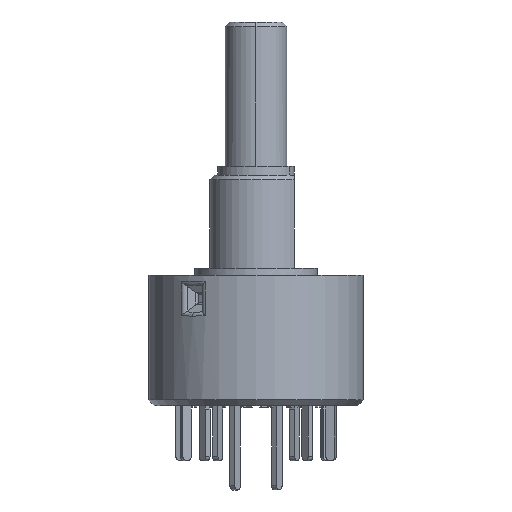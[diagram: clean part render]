
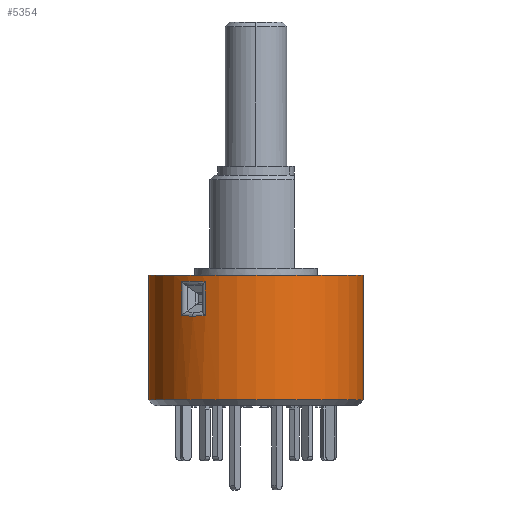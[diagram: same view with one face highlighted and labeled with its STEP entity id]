
A CAD part, left-side view. The second image highlights one B-rep face of the part: STEP entity #5354.
In plain terms, the highlighted cylindrical face has radius 7 mm (diameter 14 mm), a partial arc.
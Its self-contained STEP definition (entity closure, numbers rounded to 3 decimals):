
#211 = VERTEX_POINT ( 'NONE', #8159 ) ;
#260 = ORIENTED_EDGE ( 'NONE', *, *, #10071, .T. ) ;
#286 = CARTESIAN_POINT ( 'NONE',  ( -5.061, 4.836, -3.094 ) ) ;
#332 = CARTESIAN_POINT ( 'NONE',  ( -5.495, 4.381, -0.841 ) ) ;
#746 = EDGE_CURVE ( 'NONE', #211, #10777, #14241, .T. ) ;
#802 = LINE ( 'NONE', #11472, #13634 ) ;
#841 = CARTESIAN_POINT ( 'NONE',  ( 0., 0., -0.45 ) ) ;
#1233 =( BOUNDED_CURVE ( )  B_SPLINE_CURVE ( 3, ( #1744, #332, #3047, #6673 ),
 .UNSPECIFIED., .F., .F. ) 
 B_SPLINE_CURVE_WITH_KNOTS ( ( 4, 4 ),
 ( 3.007, 3.276 ),
 .UNSPECIFIED. ) 
 CURVE ( )  GEOMETRIC_REPRESENTATION_ITEM ( )  RATIONAL_B_SPLINE_CURVE ( ( 1., 0.994, 0.994, 1. ) ) 
 REPRESENTATION_ITEM ( '' )  );
#1744 = CARTESIAN_POINT ( 'NONE',  ( -5.061, 4.836, -0.888 ) ) ;
#1803 = VECTOR ( 'NONE', #4017, 1000. ) ;
#2017 = ORIENTED_EDGE ( 'NONE', *, *, #11866, .T. ) ;
#2317 = DIRECTION ( 'NONE',  ( 0., 1., 0. ) ) ;
#2497 = CARTESIAN_POINT ( 'NONE',  ( -5.278, 4.609, -3.117 ) ) ;
#2799 = VERTEX_POINT ( 'NONE', #5477 ) ;
#3047 = CARTESIAN_POINT ( 'NONE',  ( -5.865, 3.872, -0.841 ) ) ;
#3075 = DIRECTION ( 'NONE',  ( 0., 0., -1. ) ) ;
#3214 = EDGE_CURVE ( 'NONE', #15021, #2799, #8148, .T. ) ;
#3270 = LINE ( 'NONE', #13513, #11825 ) ;
#3697 = DIRECTION ( 'NONE',  ( 0., 0., 1. ) ) ;
#3861 = DIRECTION ( 'NONE',  ( 0., -1., 0. ) ) ;
#4017 = DIRECTION ( 'NONE',  ( 0., 0., -1. ) ) ;
#4155 = CARTESIAN_POINT ( 'NONE',  ( -6.015, 3.595, -3.117 ) ) ;
#4341 = VERTEX_POINT ( 'NONE', #8308 ) ;
#4414 = ORIENTED_EDGE ( 'NONE', *, *, #11588, .T. ) ;
#4696 = AXIS2_PLACEMENT_3D ( 'NONE', #11321, #13722, #3861 ) ;
#5162 = CARTESIAN_POINT ( 'NONE',  ( 0., 0., -0.45 ) ) ;
#5354 = ADVANCED_FACE ( 'NONE', ( #15169, #8416 ), #6072, .T. ) ;
#5468 = ORIENTED_EDGE ( 'NONE', *, *, #15934, .F. ) ;
#5477 = CARTESIAN_POINT ( 'NONE',  ( -6.163, 3.319, -3.094 ) ) ;
#5826 = DIRECTION ( 'NONE',  ( 0., 0., -1. ) ) ;
#5864 = ORIENTED_EDGE ( 'NONE', *, *, #8688, .T. ) ;
#6072 = CYLINDRICAL_SURFACE ( 'NONE', #10769, 7. ) ;
#6412 = EDGE_CURVE ( 'NONE', #8320, #15149, #12606, .T. ) ;
#6510 = CARTESIAN_POINT ( 'NONE',  ( -6.163, 3.319, -0.888 ) ) ;
#6673 = CARTESIAN_POINT ( 'NONE',  ( -6.163, 3.319, -0.888 ) ) ;
#6737 = VERTEX_POINT ( 'NONE', #11765 ) ;
#7285 =( BOUNDED_CURVE ( )  B_SPLINE_CURVE ( 3, ( #10451, #4155, #15371, #12954 ),
 .UNSPECIFIED., .F., .F. ) 
 B_SPLINE_CURVE_WITH_KNOTS ( ( 4, 4 ),
 ( 6.149, 6.283 ),
 .UNSPECIFIED. ) 
 CURVE ( )  GEOMETRIC_REPRESENTATION_ITEM ( )  RATIONAL_B_SPLINE_CURVE ( ( 1., 0.998, 0.998, 1. ) ) 
 REPRESENTATION_ITEM ( '' )  );
#8028 = EDGE_LOOP ( 'NONE', ( #5864, #15743, #4414, #2017, #11475 ) ) ;
#8148 = LINE ( 'NONE', #14864, #12425 ) ;
#8159 = CARTESIAN_POINT ( 'NONE',  ( 0., 7., -0.45 ) ) ;
#8308 = CARTESIAN_POINT ( 'NONE',  ( -5.061, 4.836, -0.888 ) ) ;
#8320 = VERTEX_POINT ( 'NONE', #11914 ) ;
#8368 = EDGE_LOOP ( 'NONE', ( #5468, #9000, #260, #12213 ) ) ;
#8416 = FACE_BOUND ( 'NONE', #8028, .T. ) ;
#8688 = EDGE_CURVE ( 'NONE', #2799, #6737, #7285, .T. ) ;
#8876 = CARTESIAN_POINT ( 'NONE',  ( -5.479, 4.368, -3.129 ) ) ;
#9000 = ORIENTED_EDGE ( 'NONE', *, *, #746, .F. ) ;
#9230 = CARTESIAN_POINT ( 'NONE',  ( 0., -7., -0.45 ) ) ;
#10071 = EDGE_CURVE ( 'NONE', #211, #8320, #802, .T. ) ;
#10393 = LINE ( 'NONE', #12907, #1803 ) ;
#10451 = CARTESIAN_POINT ( 'NONE',  ( -6.163, 3.319, -3.094 ) ) ;
#10769 = AXIS2_PLACEMENT_3D ( 'NONE', #841, #5826, #2317 ) ;
#10777 = VERTEX_POINT ( 'NONE', #9230 ) ;
#11129 = AXIS2_PLACEMENT_3D ( 'NONE', #5162, #15171, #11388 ) ;
#11216 = EDGE_CURVE ( 'NONE', #6737, #14128, #12684, .T. ) ;
#11321 = CARTESIAN_POINT ( 'NONE',  ( 0., 0., -8.574 ) ) ;
#11388 = DIRECTION ( 'NONE',  ( 0., -1., 0. ) ) ;
#11472 = CARTESIAN_POINT ( 'NONE',  ( 0., 7., -0.45 ) ) ;
#11475 = ORIENTED_EDGE ( 'NONE', *, *, #3214, .T. ) ;
#11588 = EDGE_CURVE ( 'NONE', #14128, #4341, #3270, .T. ) ;
#11765 = CARTESIAN_POINT ( 'NONE',  ( -5.663, 4.114, -3.129 ) ) ;
#11825 = VECTOR ( 'NONE', #3697, 1000. ) ;
#11866 = EDGE_CURVE ( 'NONE', #4341, #15021, #1233, .T. ) ;
#11914 = CARTESIAN_POINT ( 'NONE',  ( 0., 7., -8.574 ) ) ;
#12179 = CARTESIAN_POINT ( 'NONE',  ( 0., -7., -8.574 ) ) ;
#12213 = ORIENTED_EDGE ( 'NONE', *, *, #6412, .T. ) ;
#12347 = DIRECTION ( 'NONE',  ( 0., 0., -1. ) ) ;
#12425 = VECTOR ( 'NONE', #12347, 1000. ) ;
#12446 = CARTESIAN_POINT ( 'NONE',  ( -5.061, 4.836, -3.094 ) ) ;
#12542 = CARTESIAN_POINT ( 'NONE',  ( -5.663, 4.114, -3.129 ) ) ;
#12606 = CIRCLE ( 'NONE', #4696, 7. ) ;
#12684 =( BOUNDED_CURVE ( )  B_SPLINE_CURVE ( 3, ( #12542, #8876, #2497, #12446 ),
 .UNSPECIFIED., .F., .F. ) 
 B_SPLINE_CURVE_WITH_KNOTS ( ( 4, 4 ),
 ( 0., 0.134 ),
 .UNSPECIFIED. ) 
 CURVE ( )  GEOMETRIC_REPRESENTATION_ITEM ( )  RATIONAL_B_SPLINE_CURVE ( ( 1., 0.998, 0.998, 1. ) ) 
 REPRESENTATION_ITEM ( '' )  );
#12907 = CARTESIAN_POINT ( 'NONE',  ( 0., -7., -0.45 ) ) ;
#12954 = CARTESIAN_POINT ( 'NONE',  ( -5.663, 4.114, -3.129 ) ) ;
#13513 = CARTESIAN_POINT ( 'NONE',  ( -5.061, 4.836, -0.45 ) ) ;
#13634 = VECTOR ( 'NONE', #3075, 1000. ) ;
#13722 = DIRECTION ( 'NONE',  ( 0., 0., 1. ) ) ;
#14128 = VERTEX_POINT ( 'NONE', #286 ) ;
#14241 = CIRCLE ( 'NONE', #11129, 7. ) ;
#14864 = CARTESIAN_POINT ( 'NONE',  ( -6.163, 3.319, -0.45 ) ) ;
#15021 = VERTEX_POINT ( 'NONE', #6510 ) ;
#15149 = VERTEX_POINT ( 'NONE', #12179 ) ;
#15169 = FACE_OUTER_BOUND ( 'NONE', #8368, .T. ) ;
#15171 = DIRECTION ( 'NONE',  ( 0., 0., 1. ) ) ;
#15371 = CARTESIAN_POINT ( 'NONE',  ( -5.848, 3.861, -3.129 ) ) ;
#15743 = ORIENTED_EDGE ( 'NONE', *, *, #11216, .T. ) ;
#15934 = EDGE_CURVE ( 'NONE', #10777, #15149, #10393, .T. ) ;
